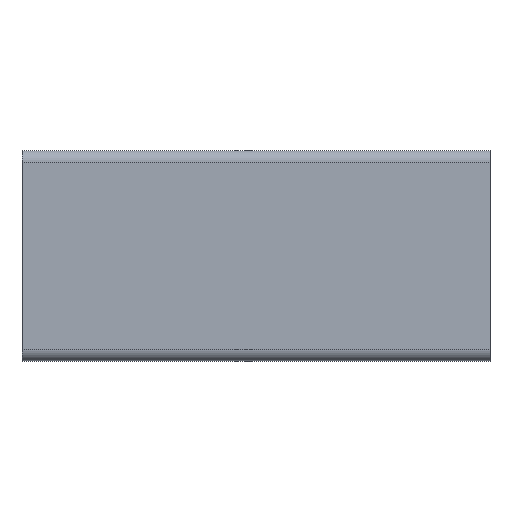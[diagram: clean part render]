
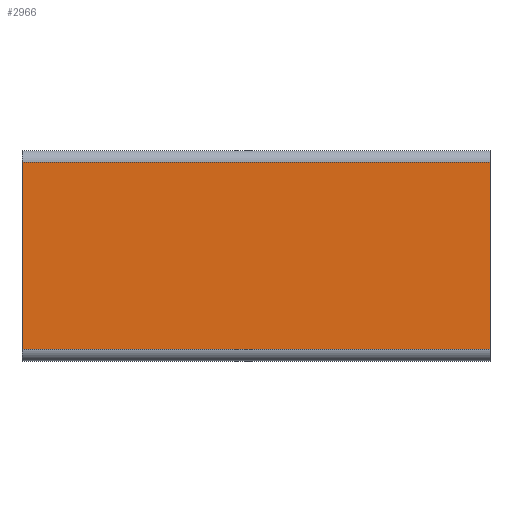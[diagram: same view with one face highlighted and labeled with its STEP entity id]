
A CAD part, top view. The second image highlights one B-rep face of the part: STEP entity #2966.
In plain terms, the highlighted planar face has unit normal (0, 0, 1).
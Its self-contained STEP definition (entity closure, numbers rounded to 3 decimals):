
#101 = AXIS2_PLACEMENT_3D ( 'NONE', #122, #620, #1097 ) ;
#122 = CARTESIAN_POINT ( 'NONE',  ( 59.184, 34.901, 22.497 ) ) ;
#140 = CARTESIAN_POINT ( 'NONE',  ( 59.184, 34.901, 22.497 ) ) ;
#141 = CARTESIAN_POINT ( 'NONE',  ( -40.816, 34.901, 22.497 ) ) ;
#411 = VECTOR ( 'NONE', #1294, 1000. ) ;
#427 = LINE ( 'NONE', #846, #1219 ) ;
#467 = ORIENTED_EDGE ( 'NONE', *, *, #2888, .F. ) ;
#496 = EDGE_LOOP ( 'NONE', ( #2770, #2285, #467, #1544 ) ) ;
#620 = DIRECTION ( 'NONE',  ( 0., 0., -1. ) ) ;
#846 = CARTESIAN_POINT ( 'NONE',  ( 59.184, 34.901, 22.497 ) ) ;
#865 = PLANE ( 'NONE',  #101 ) ;
#886 = DIRECTION ( 'NONE',  ( -1., 0., 0. ) ) ;
#940 = CARTESIAN_POINT ( 'NONE',  ( 59.184, 34.901, 22.497 ) ) ;
#964 = LINE ( 'NONE', #2177, #2787 ) ;
#999 = FACE_OUTER_BOUND ( 'NONE', #496, .T. ) ;
#1097 = DIRECTION ( 'NONE',  ( -1., 0., 0. ) ) ;
#1144 = VERTEX_POINT ( 'NONE', #2162 ) ;
#1203 = LINE ( 'NONE', #2568, #2957 ) ;
#1219 = VECTOR ( 'NONE', #3041, 1000. ) ;
#1294 = DIRECTION ( 'NONE',  ( -1., 0., 0. ) ) ;
#1323 = LINE ( 'NONE', #140, #411 ) ;
#1432 = EDGE_CURVE ( 'NONE', #2251, #2945, #1323, .T. ) ;
#1544 = ORIENTED_EDGE ( 'NONE', *, *, #1780, .T. ) ;
#1780 = EDGE_CURVE ( 'NONE', #1144, #1945, #1203, .T. ) ;
#1945 = VERTEX_POINT ( 'NONE', #2041 ) ;
#2041 = CARTESIAN_POINT ( 'NONE',  ( -40.816, 74.901, 22.497 ) ) ;
#2162 = CARTESIAN_POINT ( 'NONE',  ( 59.184, 74.901, 22.497 ) ) ;
#2177 = CARTESIAN_POINT ( 'NONE',  ( -40.816, 34.901, 22.497 ) ) ;
#2251 = VERTEX_POINT ( 'NONE', #940 ) ;
#2285 = ORIENTED_EDGE ( 'NONE', *, *, #1432, .F. ) ;
#2568 = CARTESIAN_POINT ( 'NONE',  ( 59.184, 74.901, 22.497 ) ) ;
#2626 = EDGE_CURVE ( 'NONE', #1945, #2945, #964, .T. ) ;
#2770 = ORIENTED_EDGE ( 'NONE', *, *, #2626, .T. ) ;
#2787 = VECTOR ( 'NONE', #2914, 1000. ) ;
#2888 = EDGE_CURVE ( 'NONE', #1144, #2251, #427, .T. ) ;
#2914 = DIRECTION ( 'NONE',  ( 0., -1., 0. ) ) ;
#2945 = VERTEX_POINT ( 'NONE', #141 ) ;
#2957 = VECTOR ( 'NONE', #886, 1000. ) ;
#2966 = ADVANCED_FACE ( 'NONE', ( #999 ), #865, .F. ) ;
#3041 = DIRECTION ( 'NONE',  ( 0., -1., 0. ) ) ;
